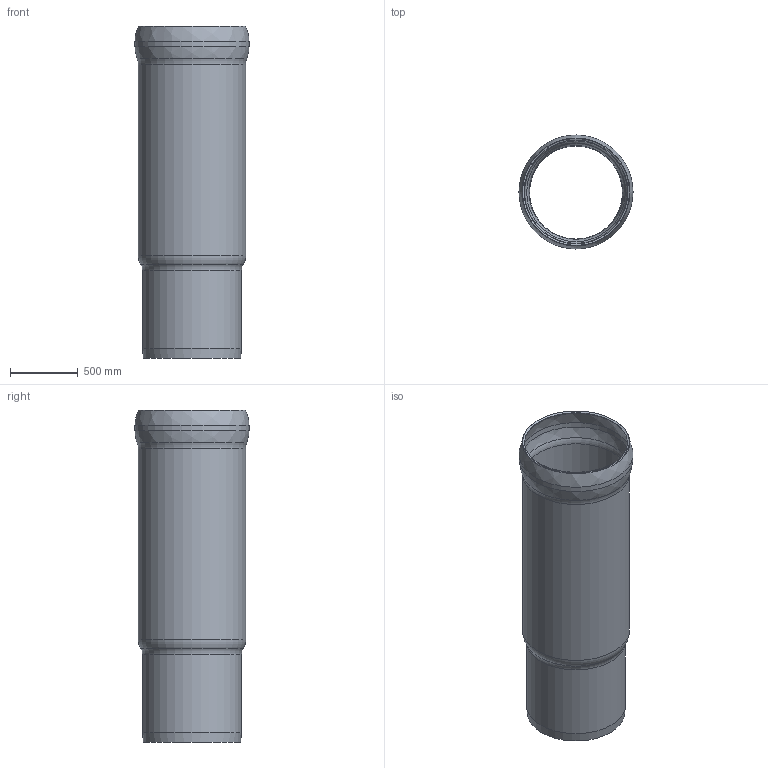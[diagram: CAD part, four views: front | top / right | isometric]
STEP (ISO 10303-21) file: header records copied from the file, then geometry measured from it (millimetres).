
FILE_DESCRIPTION(/* description */ (''),/* implementation_level */ '2;1');
FILE_NAME(/* name */ '00813.070X_3D.stp',/* time_stamp */ '2024-12-11T13:01:08+01:00',/* author */ ('CAD'),/* organization */ (''),/* preprocessor_version */ 'ST-DEVELOPER v20',/* originating_system */ 'AutoCAD Mechanical',/* authorisation */ '');
FILE_SCHEMA (('AUTOMOTIVE_DESIGN { 1 0 10303 214 3 1 1 }'));
Length unit declared in the file: centimetre
Products named in the file (2): Product; *S0
Assembly tree (1 placements, depth 2):
  Product
    *S0
Bounding box: 842 x 842 x 2450 mm (x, y, z)
Volume: 94197046.4 mm3; surface area: 11849040.8 mm2
Topology: 1 solids, 1 shells, 22 faces, 58 edges, 36 vertices
Faces by surface type: cone 6, cylinder 6, torus 6, bspline 4
Full cylindrical faces by diameter (mm): 698 x1, 730 x1, 760 x1, 792 x1, 810 x1, 842 x1
Entity records: 839 total; most frequent: CARTESIAN_POINT 223, DIRECTION 146, ORIENTED_EDGE 116, AXIS2_PLACEMENT_3D 67, EDGE_CURVE 58, CIRCLE 46, VERTEX_POINT 36, FACE_OUTER_BOUND 22
